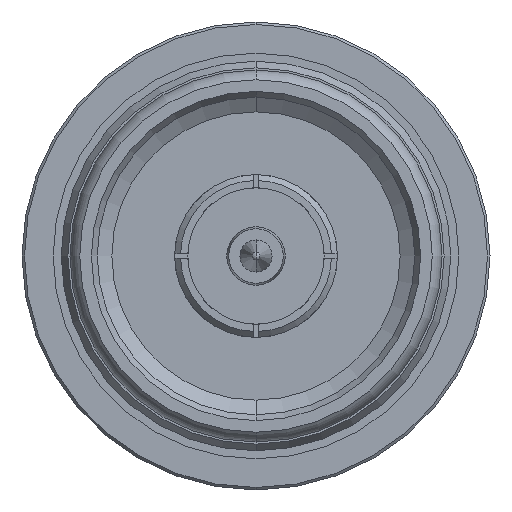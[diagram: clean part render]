
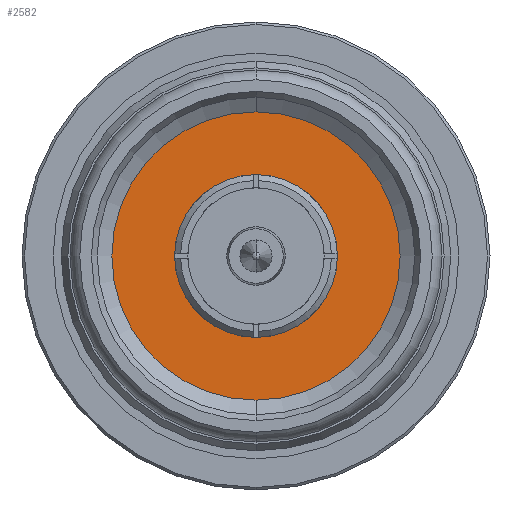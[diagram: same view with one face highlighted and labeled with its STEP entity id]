
A CAD part, front view. The second image highlights one B-rep face of the part: STEP entity #2582.
In plain terms, the highlighted face is planar.
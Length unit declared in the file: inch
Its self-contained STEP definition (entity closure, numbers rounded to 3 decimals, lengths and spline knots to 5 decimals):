
#22 = EDGE_CURVE ( 'NONE', #3888, #2835, #3406, .T. ) ;
#323 = CARTESIAN_POINT ( 'NONE',  ( -0.31102, 0., -0.31496 ) ) ;
#356 = ORIENTED_EDGE ( 'NONE', *, *, #4082, .F. ) ;
#523 = DIRECTION ( 'NONE',  ( -1., 0., 0. ) ) ;
#791 = AXIS2_PLACEMENT_3D ( 'NONE', #3075, #989, #3417 ) ;
#840 = CARTESIAN_POINT ( 'NONE',  ( -0.31102, 0., 0.31496 ) ) ;
#975 = DIRECTION ( 'NONE',  ( -1., 0., 0. ) ) ;
#989 = DIRECTION ( 'NONE',  ( -1., 0., 0. ) ) ;
#1248 = DIRECTION ( 'NONE',  ( -1., 0., 0. ) ) ;
#1357 = VERTEX_POINT ( 'NONE', #840 ) ;
#1512 = CARTESIAN_POINT ( 'NONE',  ( -0.31102, 0., 0. ) ) ;
#1577 = ORIENTED_EDGE ( 'NONE', *, *, #22, .T. ) ;
#1585 = DIRECTION ( 'NONE',  ( -1., 0., 0. ) ) ;
#1595 = AXIS2_PLACEMENT_3D ( 'NONE', #1512, #1248, #2700 ) ;
#1617 = AXIS2_PLACEMENT_3D ( 'NONE', #3629, #1585, #3966 ) ;
#1739 = CIRCLE ( 'NONE', #4057, 0.31496 ) ;
#1946 = FACE_OUTER_BOUND ( 'NONE', #2365, .T. ) ;
#2025 = CIRCLE ( 'NONE', #791, 0.31496 ) ;
#2067 = EDGE_LOOP ( 'NONE', ( #3455, #1577 ) ) ;
#2365 = EDGE_LOOP ( 'NONE', ( #3541, #356 ) ) ;
#2425 = AXIS2_PLACEMENT_3D ( 'NONE', #2620, #523, #2959 ) ;
#2582 = ADVANCED_FACE ( 'NONE', ( #1946, #3648 ), #3288, .F. ) ;
#2620 = CARTESIAN_POINT ( 'NONE',  ( -0.31102, 0., 0. ) ) ;
#2645 = CARTESIAN_POINT ( 'NONE',  ( -0.31102, 0., -0.16437 ) ) ;
#2700 = DIRECTION ( 'NONE',  ( 0., 0., 1. ) ) ;
#2835 = VERTEX_POINT ( 'NONE', #4319 ) ;
#2959 = DIRECTION ( 'NONE',  ( 0., 0., 1. ) ) ;
#3058 = CARTESIAN_POINT ( 'NONE',  ( -0.31102, 0., 0. ) ) ;
#3075 = CARTESIAN_POINT ( 'NONE',  ( -0.31102, 0., 0. ) ) ;
#3288 = PLANE ( 'NONE',  #2425 ) ;
#3402 = DIRECTION ( 'NONE',  ( 0., 0., 1. ) ) ;
#3406 = CIRCLE ( 'NONE', #1595, 0.16437 ) ;
#3417 = DIRECTION ( 'NONE',  ( 0., 0., 1. ) ) ;
#3455 = ORIENTED_EDGE ( 'NONE', *, *, #4152, .T. ) ;
#3541 = ORIENTED_EDGE ( 'NONE', *, *, #4269, .F. ) ;
#3629 = CARTESIAN_POINT ( 'NONE',  ( -0.31102, 0., 0. ) ) ;
#3648 = FACE_BOUND ( 'NONE', #2067, .T. ) ;
#3888 = VERTEX_POINT ( 'NONE', #2645 ) ;
#3966 = DIRECTION ( 'NONE',  ( 0., 0., 1. ) ) ;
#4057 = AXIS2_PLACEMENT_3D ( 'NONE', #3058, #975, #3402 ) ;
#4082 = EDGE_CURVE ( 'NONE', #4474, #1357, #2025, .T. ) ;
#4102 = CIRCLE ( 'NONE', #1617, 0.16437 ) ;
#4152 = EDGE_CURVE ( 'NONE', #2835, #3888, #4102, .T. ) ;
#4269 = EDGE_CURVE ( 'NONE', #1357, #4474, #1739, .T. ) ;
#4319 = CARTESIAN_POINT ( 'NONE',  ( -0.31102, 0., 0.16437 ) ) ;
#4474 = VERTEX_POINT ( 'NONE', #323 ) ;
